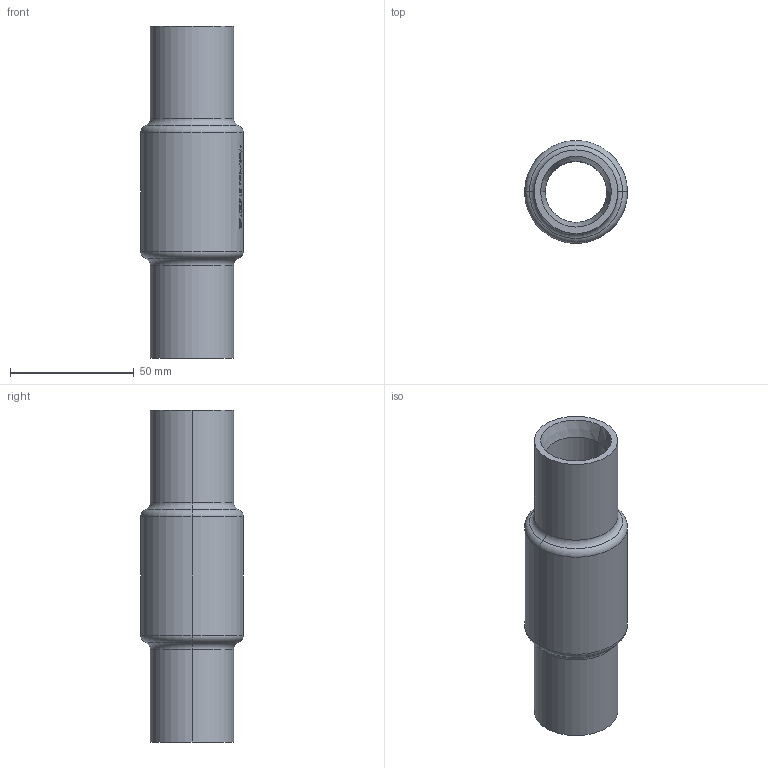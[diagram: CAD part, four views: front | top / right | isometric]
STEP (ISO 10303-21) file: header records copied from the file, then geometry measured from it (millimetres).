
FILE_DESCRIPTION (( 'STEP AP214' ), '1' );
FILE_NAME ('7110000_DN025_ PN16_51420148.STEP', '2022-02-25T09:48:10', ( 'axxx' ), ( 'Hewlett-Packard Company' ), 'SwSTEP 2.0', 'SolidWorks 2019', '' );
FILE_SCHEMA (( 'AUTOMOTIVE_DESIGN' ));
Length unit declared in the file: millimetre
Products named in the file (1): 7110000_DN025_ PN16_51420148
Bounding box: 41.5 x 41.5 x 134 mm (x, y, z)
Volume: 78549.8 mm3; surface area: 29118.5 mm2
Topology: 1 solids, 1 shells, 503 faces, 1298 edges, 860 vertices
Faces by surface type: plane 252, bspline 210, cylinder 29, torus 8, cone 4
Entity records: 26777 total; most frequent: CARTESIAN_POINT 15946, ORIENTED_EDGE 2596, DIRECTION 1519, EDGE_CURVE 1298, VERTEX_POINT 860, VECTOR 733, LINE 733, EDGE_LOOP 568
